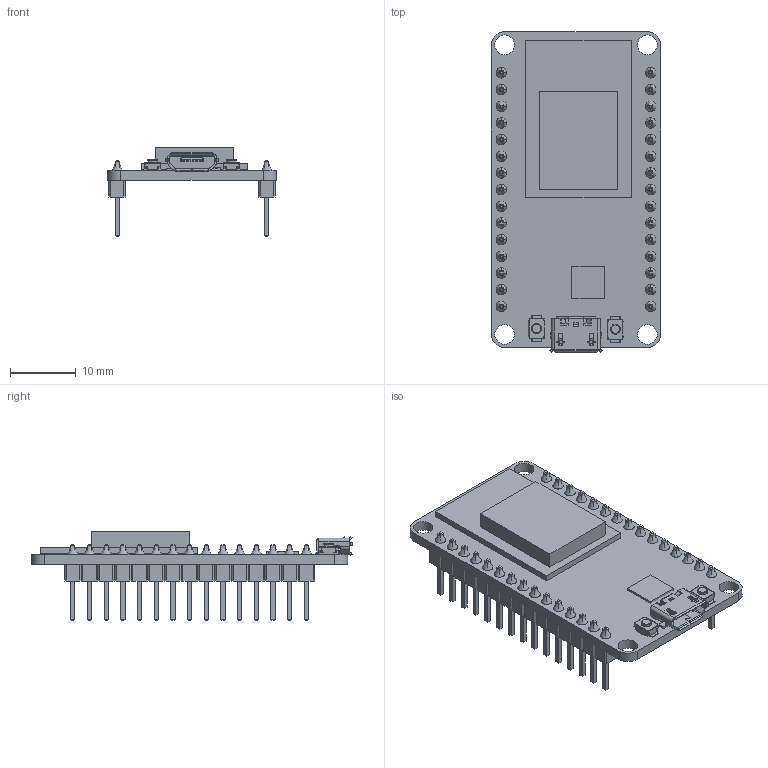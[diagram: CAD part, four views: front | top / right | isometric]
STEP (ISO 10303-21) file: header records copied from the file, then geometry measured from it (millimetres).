
FILE_DESCRIPTION(('FreeCAD Model'),'2;1');
FILE_NAME( 'NodeMCU_Mockup.step', '2019-01-12T17:12:44',('kicad StepUp'),('ksu MCAD'), 'Open CASCADE STEP processor 7.3','FreeCAD','Unknown');
FILE_SCHEMA(('AUTOMOTIVE_DESIGN { 1 0 10303 214 1 1 1 1 }'));
Length unit declared in the file: millimetre
Products named in the file (9): Body; Cube; PinHeader_1x15_P254mm_Vertical; SW_SPST_B3U-1000P001; PinHeader_1x15_P254mm_Vertical001; USB_Micro-B_Molex_47346-0001; SW_SPST_B3U-1000P; ESP8266; Array
Bounding box: 25.75 x 48.82 x 13.53 mm (x, y, z)
Volume: 3274 mm3; surface area: 5845.9 mm2
Topology: 38 solids, 38 shells, 1877 faces, 4776 edges, 2960 vertices
Faces by surface type: plane 1380, cylinder 365, cone 60, sphere 38, torus 34
Full cylindrical faces by diameter (mm): 1.5 x2, 1.587 x30, 3 x4
Entity records: 68296 total; most frequent: CARTESIAN_POINT 10414, ORIENTED_EDGE 9476, DIRECTION 9307, EDGE_CURVE 4738, LINE 3745, VECTOR 3745, VERTEX_POINT 2960, AXIS2_PLACEMENT_3D 2781
